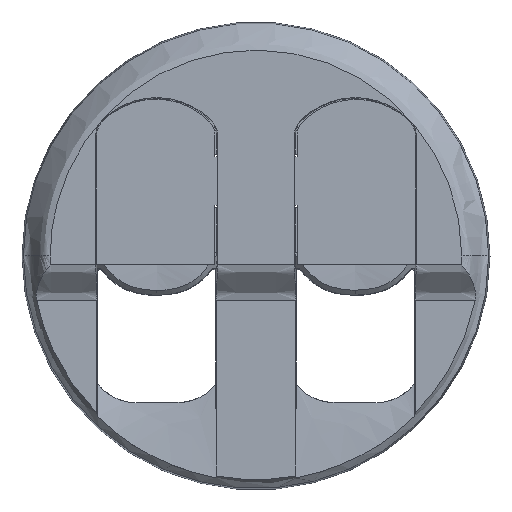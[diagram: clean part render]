
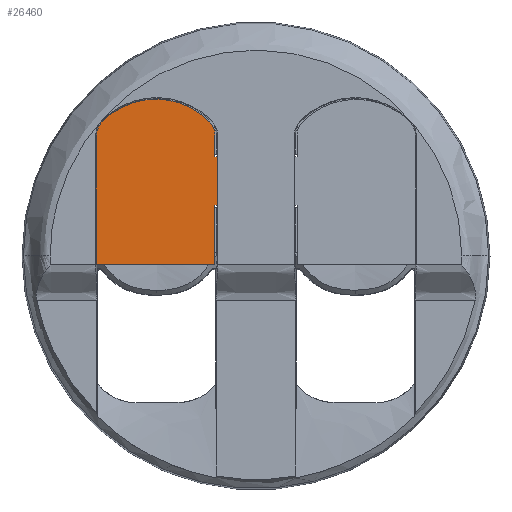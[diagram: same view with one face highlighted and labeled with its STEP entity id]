
A CAD part, top view. The second image highlights one B-rep face of the part: STEP entity #26460.
In plain terms, the highlighted planar face has unit normal (0, 0, 1).
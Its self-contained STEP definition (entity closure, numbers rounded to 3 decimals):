
#26048=AXIS2_PLACEMENT_3D('Circle Axis2P3D',#26046,#26047,$) ;
#26086=AXIS2_PLACEMENT_3D('Circle Axis2P3D',#26084,#26085,$) ;
#26117=AXIS2_PLACEMENT_3D('Circle Axis2P3D',#26115,#26116,$) ;
#26442=AXIS2_PLACEMENT_3D('Plane Axis2P3D',#26439,#26440,#26441) ;
#26043=CARTESIAN_POINT('Vertex',(-5.25,15.169,11.15)) ;
#26046=CARTESIAN_POINT('Axis2P3D Location',(-6.775,13.69,11.15)) ;
#26050=CARTESIAN_POINT('Vertex',(-4.65,13.69,11.15)) ;
#26081=CARTESIAN_POINT('Vertex',(-17.45,15.169,11.15)) ;
#26084=CARTESIAN_POINT('Axis2P3D Location',(-11.35,9.25,11.15)) ;
#26112=CARTESIAN_POINT('Vertex',(-18.05,13.69,11.15)) ;
#26115=CARTESIAN_POINT('Axis2P3D Location',(-15.925,13.69,11.15)) ;
#26143=CARTESIAN_POINT('Vertex',(-18.05,11.25,11.15)) ;
#26146=CARTESIAN_POINT('Line Origine',(-18.05,12.47,11.15)) ;
#26174=CARTESIAN_POINT('Vertex',(-18.35,11.25,11.15)) ;
#26177=CARTESIAN_POINT('Line Origine',(-18.2,11.25,11.15)) ;
#26205=CARTESIAN_POINT('Vertex',(-18.35,5.75,11.15)) ;
#26208=CARTESIAN_POINT('Line Origine',(-18.35,8.5,11.15)) ;
#26236=CARTESIAN_POINT('Vertex',(-18.05,5.75,11.15)) ;
#26239=CARTESIAN_POINT('Line Origine',(-18.2,5.75,11.15)) ;
#26262=CARTESIAN_POINT('Vertex',(-18.05,-1.,11.15)) ;
#26265=CARTESIAN_POINT('Line Origine',(-18.05,2.375,11.15)) ;
#26293=CARTESIAN_POINT('Vertex',(-4.65,-1.,11.15)) ;
#26296=CARTESIAN_POINT('Line Origine',(-11.35,-1.,11.15)) ;
#26324=CARTESIAN_POINT('Vertex',(-4.65,5.75,11.15)) ;
#26327=CARTESIAN_POINT('Line Origine',(-4.65,2.375,11.15)) ;
#26350=CARTESIAN_POINT('Vertex',(-4.35,5.75,11.15)) ;
#26353=CARTESIAN_POINT('Line Origine',(-4.5,5.75,11.15)) ;
#26381=CARTESIAN_POINT('Vertex',(-4.35,11.25,11.15)) ;
#26384=CARTESIAN_POINT('Line Origine',(-4.35,8.5,11.15)) ;
#26407=CARTESIAN_POINT('Vertex',(-4.65,11.25,11.15)) ;
#26410=CARTESIAN_POINT('Line Origine',(-4.5,11.25,11.15)) ;
#26427=CARTESIAN_POINT('Line Origine',(-4.65,12.47,11.15)) ;
#26439=CARTESIAN_POINT('Axis2P3D Location',(-11.35,0.,11.15)) ;
#26047=DIRECTION('Axis2P3D Direction',(0.,0.,1.)) ;
#26085=DIRECTION('Axis2P3D Direction',(0.,0.,1.)) ;
#26116=DIRECTION('Axis2P3D Direction',(0.,0.,1.)) ;
#26147=DIRECTION('Vector Direction',(0.,-1.,0.)) ;
#26178=DIRECTION('Vector Direction',(1.,0.,0.)) ;
#26209=DIRECTION('Vector Direction',(0.,-1.,0.)) ;
#26240=DIRECTION('Vector Direction',(-1.,0.,0.)) ;
#26266=DIRECTION('Vector Direction',(0.,-1.,0.)) ;
#26297=DIRECTION('Vector Direction',(-1.,0.,0.)) ;
#26328=DIRECTION('Vector Direction',(0.,1.,0.)) ;
#26354=DIRECTION('Vector Direction',(-1.,0.,0.)) ;
#26385=DIRECTION('Vector Direction',(0.,1.,0.)) ;
#26411=DIRECTION('Vector Direction',(1.,0.,0.)) ;
#26428=DIRECTION('Vector Direction',(0.,1.,0.)) ;
#26440=DIRECTION('Axis2P3D Direction',(0.,0.,1.)) ;
#26441=DIRECTION('Axis2P3D XDirection',(1.,0.,0.)) ;
#26148=VECTOR('Line Direction',#26147,1.) ;
#26179=VECTOR('Line Direction',#26178,1.) ;
#26210=VECTOR('Line Direction',#26209,1.) ;
#26241=VECTOR('Line Direction',#26240,1.) ;
#26267=VECTOR('Line Direction',#26266,1.) ;
#26298=VECTOR('Line Direction',#26297,1.) ;
#26329=VECTOR('Line Direction',#26328,1.) ;
#26355=VECTOR('Line Direction',#26354,1.) ;
#26386=VECTOR('Line Direction',#26385,1.) ;
#26412=VECTOR('Line Direction',#26411,1.) ;
#26429=VECTOR('Line Direction',#26428,1.) ;
#26445=ORIENTED_EDGE('',*,*,#26052,.T.) ;
#26446=ORIENTED_EDGE('',*,*,#26088,.T.) ;
#26447=ORIENTED_EDGE('',*,*,#26119,.T.) ;
#26448=ORIENTED_EDGE('',*,*,#26150,.T.) ;
#26449=ORIENTED_EDGE('',*,*,#26181,.T.) ;
#26450=ORIENTED_EDGE('',*,*,#26212,.T.) ;
#26451=ORIENTED_EDGE('',*,*,#26243,.T.) ;
#26452=ORIENTED_EDGE('',*,*,#26269,.T.) ;
#26453=ORIENTED_EDGE('',*,*,#26300,.T.) ;
#26454=ORIENTED_EDGE('',*,*,#26331,.T.) ;
#26455=ORIENTED_EDGE('',*,*,#26357,.T.) ;
#26456=ORIENTED_EDGE('',*,*,#26388,.T.) ;
#26457=ORIENTED_EDGE('',*,*,#26414,.T.) ;
#26458=ORIENTED_EDGE('',*,*,#26431,.T.) ;
#26460=ADVANCED_FACE('porte \X2\00E9\X0\tiqu\X2\00E9\X0\te.1.1\\Corps principal',(#26459),#26443,.T.) ;
#26049=CIRCLE('generated circle',#26048,2.125) ;
#26087=CIRCLE('generated circle',#26086,8.5) ;
#26118=CIRCLE('generated circle',#26117,2.125) ;
#26052=EDGE_CURVE('',#26051,#26044,#26049,.T.) ;
#26088=EDGE_CURVE('',#26044,#26082,#26087,.T.) ;
#26119=EDGE_CURVE('',#26082,#26113,#26118,.T.) ;
#26150=EDGE_CURVE('',#26113,#26144,#26149,.T.) ;
#26181=EDGE_CURVE('',#26144,#26175,#26180,.F.) ;
#26212=EDGE_CURVE('',#26175,#26206,#26211,.T.) ;
#26243=EDGE_CURVE('',#26206,#26237,#26242,.F.) ;
#26269=EDGE_CURVE('',#26237,#26263,#26268,.T.) ;
#26300=EDGE_CURVE('',#26263,#26294,#26299,.F.) ;
#26331=EDGE_CURVE('',#26294,#26325,#26330,.T.) ;
#26357=EDGE_CURVE('',#26325,#26351,#26356,.F.) ;
#26388=EDGE_CURVE('',#26351,#26382,#26387,.T.) ;
#26414=EDGE_CURVE('',#26382,#26408,#26413,.F.) ;
#26431=EDGE_CURVE('',#26408,#26051,#26430,.T.) ;
#26444=EDGE_LOOP('',(#26445,#26446,#26447,#26448,#26449,#26450,#26451,#26452,#26453,#26454,#26455,#26456,#26457,#26458)) ;
#26459=FACE_OUTER_BOUND('',#26444,.T.) ;
#26149=LINE('Line',#26146,#26148) ;
#26180=LINE('Line',#26177,#26179) ;
#26211=LINE('Line',#26208,#26210) ;
#26242=LINE('Line',#26239,#26241) ;
#26268=LINE('Line',#26265,#26267) ;
#26299=LINE('Line',#26296,#26298) ;
#26330=LINE('Line',#26327,#26329) ;
#26356=LINE('Line',#26353,#26355) ;
#26387=LINE('Line',#26384,#26386) ;
#26413=LINE('Line',#26410,#26412) ;
#26430=LINE('Line',#26427,#26429) ;
#26443=PLANE('',#26442) ;
#26044=VERTEX_POINT('',#26043) ;
#26051=VERTEX_POINT('',#26050) ;
#26082=VERTEX_POINT('',#26081) ;
#26113=VERTEX_POINT('',#26112) ;
#26144=VERTEX_POINT('',#26143) ;
#26175=VERTEX_POINT('',#26174) ;
#26206=VERTEX_POINT('',#26205) ;
#26237=VERTEX_POINT('',#26236) ;
#26263=VERTEX_POINT('',#26262) ;
#26294=VERTEX_POINT('',#26293) ;
#26325=VERTEX_POINT('',#26324) ;
#26351=VERTEX_POINT('',#26350) ;
#26382=VERTEX_POINT('',#26381) ;
#26408=VERTEX_POINT('',#26407) ;
